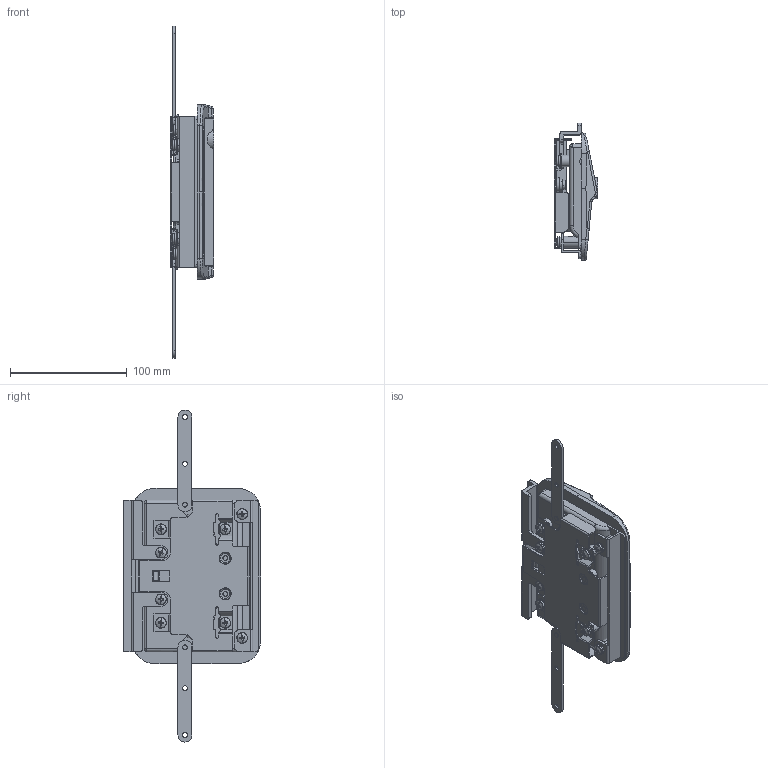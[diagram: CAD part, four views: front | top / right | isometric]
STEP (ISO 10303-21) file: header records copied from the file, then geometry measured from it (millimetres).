
FILE_DESCRIPTION (( 'STEP AP203' ), '1' );
FILE_NAME ('sone3D.STEP', '2015-01-21T09:06:27', ( '' ), ( '' ), 'SwSTEP 2.0', 'SolidWorks 2012', '' );
FILE_SCHEMA (( 'CONFIG_CONTROL_DESIGN' ));
Length unit declared in the file: millimetre
Products named in the file (18): A-530-1リンクピン_; 十字穴付なべねじ(SW付)M4_M4×5; A-530-1ストッパー_; ダミーローター__#200-2-0_; 十字穴付なべねじM5(SW付)_M5 x 10; A-530-1アームR_; A-530-1アームL_; A-530-1リンクB_; A-530-1リンクA_; A-530-1ラッチ_; A-530-1押え板A_; A-530-1押え板B_; A-530-1ユニット_社; A-530-1シャフト_; A-530-1僴儞僪儖__A-530-1-L; A-530-1本体__A-530-1-L_; sone3D; A-530-1ラッチピン_
Assembly tree (27 placements, depth 2):
  sone3D
    A-530-1本体__A-530-1-L_
    A-530-1僴儞僪儖__A-530-1-L
    A-530-1シャフト_
    A-530-1ユニット_社
    A-530-1押え板B_
    A-530-1押え板A_
    A-530-1ラッチ_
    A-530-1リンクA_  x2
    A-530-1リンクB_  x2
    A-530-1アームL_
    A-530-1アームR_
    十字穴付なべねじM5(SW付)_M5 x 10  x8
    ダミーローター__#200-2-0_
    A-530-1ストッパー_
    十字穴付なべねじ(SW付)M4_M4×5
    A-530-1リンクピン_  x2
    A-530-1ラッチピン_
Bounding box: 37 x 117.9 x 284 mm (x, y, z)
Volume: 143332 mm3; surface area: 120743.2 mm2
Topology: 27 solids, 27 shells, 1009 faces, 2603 edges, 1681 vertices
Faces by surface type: plane 473, cylinder 436, torus 38, bspline 22, cone 20, sphere 20
Entity records: 25678 total; most frequent: CARTESIAN_POINT 5265, DIRECTION 3982, ORIENTED_EDGE 3732, EDGE_CURVE 1866, AXIS2_PLACEMENT_3D 1488, VERTEX_POINT 1211, VECTOR 1006, LINE 1006
